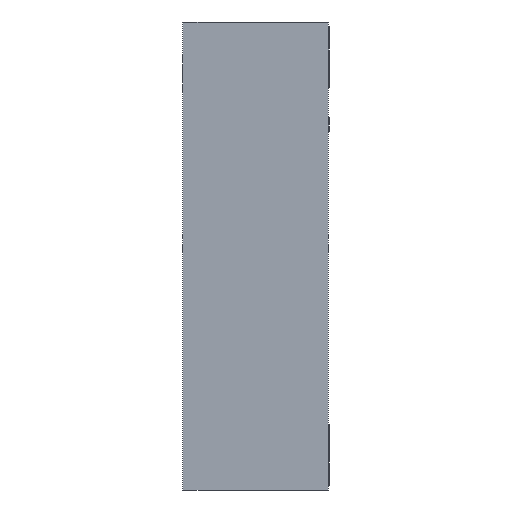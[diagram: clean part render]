
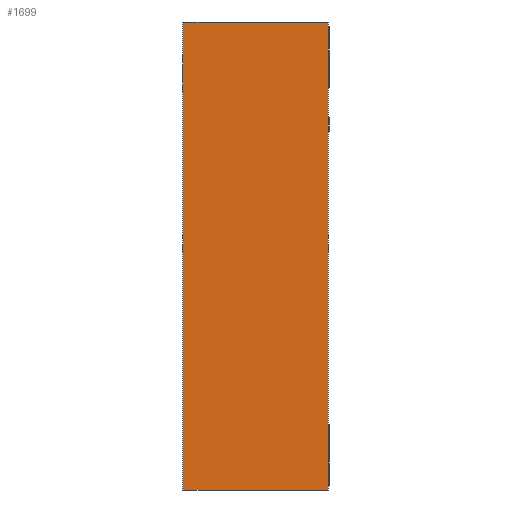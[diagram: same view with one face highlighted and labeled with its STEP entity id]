
A CAD part, left-side view. The second image highlights one B-rep face of the part: STEP entity #1699.
In plain terms, the highlighted planar face has unit normal (-1, 0, 0).
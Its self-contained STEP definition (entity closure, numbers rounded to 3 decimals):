
#29=DIRECTION('',(0.,1.,0.));
#30=VECTOR('',#29,3.1);
#31=CARTESIAN_POINT('',(-6.5,0.,5.));
#32=LINE('',#31,#30);
#41=DIRECTION('',(0.,0.,-1.));
#42=VECTOR('',#41,10.);
#43=CARTESIAN_POINT('',(-6.5,0.,5.));
#44=LINE('',#43,#42);
#45=DIRECTION('',(0.,-1.,0.));
#46=VECTOR('',#45,3.1);
#47=CARTESIAN_POINT('',(-6.5,3.1,-5.));
#48=LINE('',#47,#46);
#61=DIRECTION('',(0.,0.,-1.));
#62=VECTOR('',#61,10.);
#63=CARTESIAN_POINT('',(-6.5,3.1,5.));
#64=LINE('',#63,#62);
#1091=CARTESIAN_POINT('',(-6.5,0.,5.));
#1092=CARTESIAN_POINT('',(-6.5,0.,-5.));
#1093=VERTEX_POINT('',#1091);
#1094=VERTEX_POINT('',#1092);
#1419=CARTESIAN_POINT('',(-6.5,3.1,5.));
#1420=CARTESIAN_POINT('',(-6.5,3.1,-5.));
#1421=VERTEX_POINT('',#1419);
#1422=VERTEX_POINT('',#1420);
#1686=CARTESIAN_POINT('',(-6.5,0.3,0.));
#1687=DIRECTION('',(1.,0.,0.));
#1688=DIRECTION('',(0.,0.,1.));
#1689=AXIS2_PLACEMENT_3D('',#1686,#1687,#1688);
#1690=PLANE('',#1689);
#1692=ORIENTED_EDGE('',*,*,#1691,.F.);
#1694=ORIENTED_EDGE('',*,*,#1693,.F.);
#1695=ORIENTED_EDGE('',*,*,#1669,.F.);
#1696=ORIENTED_EDGE('',*,*,#1446,.T.);
#1697=EDGE_LOOP('',(#1692,#1694,#1695,#1696));
#1698=FACE_OUTER_BOUND('',#1697,.F.);
#1446=EDGE_CURVE('',#1093,#1094,#44,.T.);
#1669=EDGE_CURVE('',#1093,#1421,#32,.T.);
#1691=EDGE_CURVE('',#1422,#1094,#48,.T.);
#1693=EDGE_CURVE('',#1421,#1422,#64,.T.);
#1699=ADVANCED_FACE('',(#1698),#1690,.F.);
